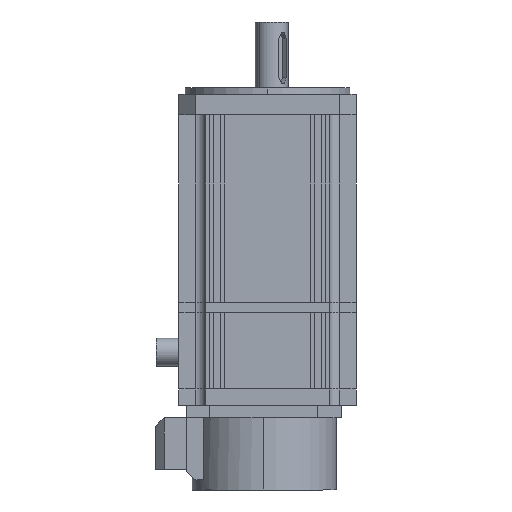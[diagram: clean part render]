
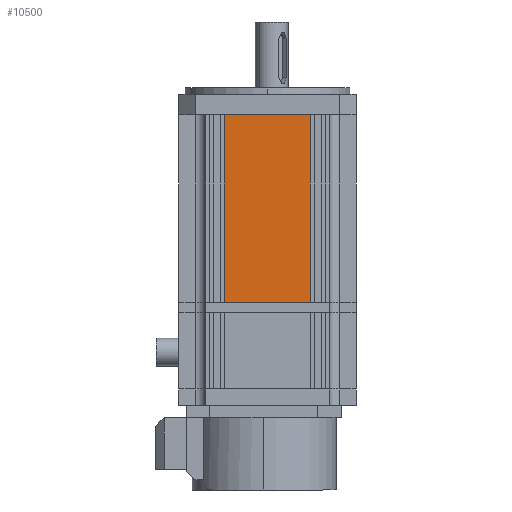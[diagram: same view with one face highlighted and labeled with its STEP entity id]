
A CAD part, left-side view. The second image highlights one B-rep face of the part: STEP entity #10500.
In plain terms, the highlighted planar face has unit normal (-1, 0, 0).
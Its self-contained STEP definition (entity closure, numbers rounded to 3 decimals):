
#826 = CARTESIAN_POINT ( 'NONE',  ( 2., 24.131, -91. ) ) ;
#1661 = LINE ( 'NONE', #6496, #8513 ) ;
#1675 = DIRECTION ( 'NONE',  ( 0., -1., 0. ) ) ;
#2498 = CARTESIAN_POINT ( 'NONE',  ( 2., 65.869, -91. ) ) ;
#3905 = VERTEX_POINT ( 'NONE', #4154 ) ;
#4154 = CARTESIAN_POINT ( 'NONE',  ( 2., 24.131, 0. ) ) ;
#4458 = CARTESIAN_POINT ( 'NONE',  ( 2., 75., 0. ) ) ;
#4724 = LINE ( 'NONE', #4458, #11592 ) ;
#5423 = EDGE_LOOP ( 'NONE', ( #8424, #13639, #15821, #9490 ) ) ;
#5827 = PLANE ( 'NONE',  #7303 ) ;
#6496 = CARTESIAN_POINT ( 'NONE',  ( 2., 24.131, -91. ) ) ;
#7303 = AXIS2_PLACEMENT_3D ( 'NONE', #7350, #16617, #11183 ) ;
#7350 = CARTESIAN_POINT ( 'NONE',  ( 2., 75., -91. ) ) ;
#8424 = ORIENTED_EDGE ( 'NONE', *, *, #16398, .T. ) ;
#8513 = VECTOR ( 'NONE', #13124, 1000. ) ;
#8907 = EDGE_CURVE ( 'NONE', #14697, #3905, #1661, .T. ) ;
#9490 = ORIENTED_EDGE ( 'NONE', *, *, #11965, .F. ) ;
#9992 = EDGE_CURVE ( 'NONE', #15154, #3905, #4724, .T. ) ;
#10500 = ADVANCED_FACE ( 'NONE', ( #16350 ), #5827, .T. ) ;
#11183 = DIRECTION ( 'NONE',  ( 0., -1., 0. ) ) ;
#11577 = LINE ( 'NONE', #13267, #16770 ) ;
#11592 = VECTOR ( 'NONE', #1675, 1000. ) ;
#11755 = CARTESIAN_POINT ( 'NONE',  ( 2., 65.869, -91. ) ) ;
#11965 = EDGE_CURVE ( 'NONE', #14895, #15154, #16077, .T. ) ;
#13124 = DIRECTION ( 'NONE',  ( 0., 0., 1. ) ) ;
#13153 = DIRECTION ( 'NONE',  ( 0., -1., 0. ) ) ;
#13267 = CARTESIAN_POINT ( 'NONE',  ( 2., 75., -91. ) ) ;
#13639 = ORIENTED_EDGE ( 'NONE', *, *, #8907, .T. ) ;
#13669 = CARTESIAN_POINT ( 'NONE',  ( 2., 65.869, 0. ) ) ;
#14697 = VERTEX_POINT ( 'NONE', #826 ) ;
#14895 = VERTEX_POINT ( 'NONE', #2498 ) ;
#15154 = VERTEX_POINT ( 'NONE', #13669 ) ;
#15471 = VECTOR ( 'NONE', #16982, 1000. ) ;
#15821 = ORIENTED_EDGE ( 'NONE', *, *, #9992, .F. ) ;
#16077 = LINE ( 'NONE', #11755, #15471 ) ;
#16350 = FACE_OUTER_BOUND ( 'NONE', #5423, .T. ) ;
#16398 = EDGE_CURVE ( 'NONE', #14895, #14697, #11577, .T. ) ;
#16617 = DIRECTION ( 'NONE',  ( -1., 0., 0. ) ) ;
#16770 = VECTOR ( 'NONE', #13153, 1000. ) ;
#16982 = DIRECTION ( 'NONE',  ( 0., 0., 1. ) ) ;
